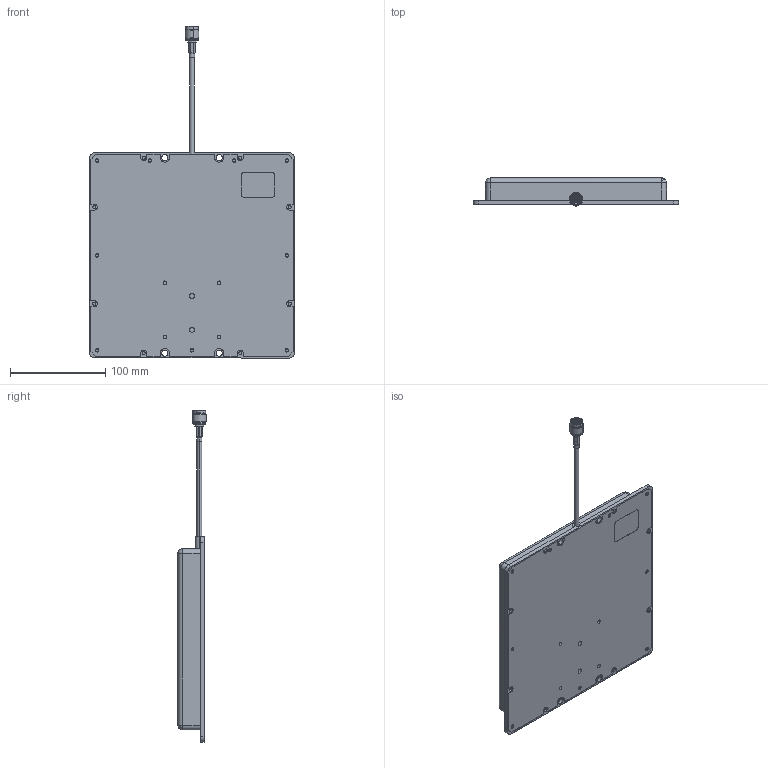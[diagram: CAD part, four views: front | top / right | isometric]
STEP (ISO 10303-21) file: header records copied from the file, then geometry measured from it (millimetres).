
FILE_DESCRIPTION (( 'STEP AP214' ), '1' );
FILE_NAME ('HG908PCR-RTP_3D REV B.STEP', '2020-11-06T17:52:58', ( '' ), ( '' ), 'SwSTEP 2.0', 'SolidWorks 2018', '' );
FILE_SCHEMA (( 'AUTOMOTIVE_DESIGN' ));
Length unit declared in the file: inch
Products named in the file (7): ARTP-1708; XF117-1021100; XA-HG908PCR-XX; XF072-1001110; CA-195RW-FOOT^XA-HG908PCR-XX_CA-195RW-FOOT; HG908PCR-RTP_3D REV B; HEATSH-HEX_stepd_195White
Assembly tree (6 placements, depth 3):
  HG908PCR-RTP_3D REV B
    HEATSH-HEX_stepd_195White
    ARTP-1708
    XA-HG908PCR-XX
      XF117-1021100
      XF072-1001110
      CA-195RW-FOOT^XA-HG908PCR-XX_CA-195RW-FOOT
Bounding box: 215.9 x 29.83 x 349.35 mm (x, y, z)
Volume: 244090.8 mm3; surface area: 233511 mm2
Topology: 5 solids, 5 shells, 589 faces, 1410 edges, 879 vertices
Faces by surface type: cylinder 241, plane 210, cone 84, torus 38, sphere 11, bspline 5
Entity records: 24359 total; most frequent: CARTESIAN_POINT 3522, DIRECTION 3185, ORIENTED_EDGE 2790, EDGE_CURVE 1395, AXIS2_PLACEMENT_3D 1232, VERTEX_POINT 877, VECTOR 721, LINE 721
